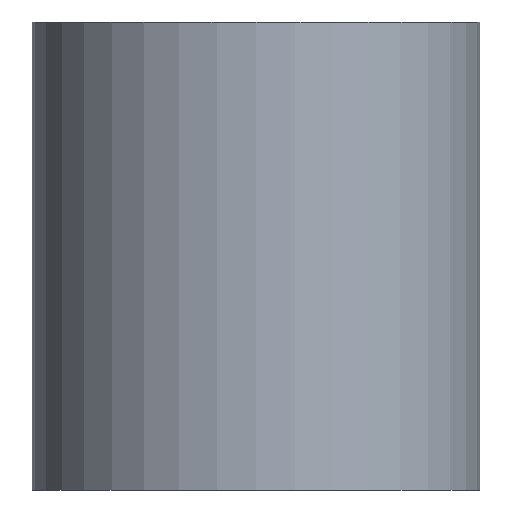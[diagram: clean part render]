
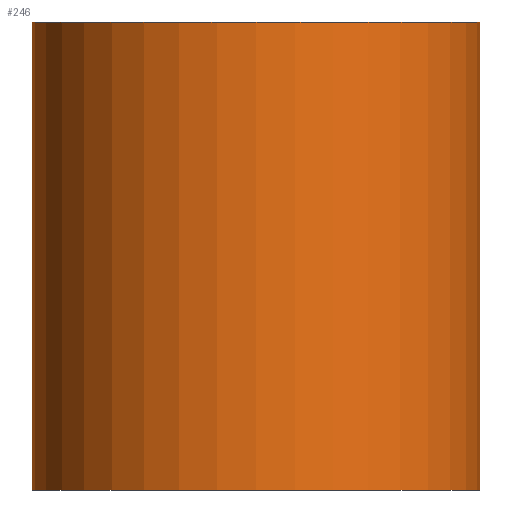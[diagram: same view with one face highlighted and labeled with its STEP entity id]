
A CAD part, front view. The second image highlights one B-rep face of the part: STEP entity #246.
In plain terms, the highlighted cylindrical face has radius 3.35 mm (diameter 6.7 mm), a full revolution.
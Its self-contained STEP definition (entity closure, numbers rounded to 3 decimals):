
#44=FACE_OUTER_BOUND('',#56,.T.);
#56=EDGE_LOOP('',(#203,#204,#205,#206));
#86=LINE('',#430,#96);
#96=VECTOR('',#364,3.35);
#115=CIRCLE('',#291,3.35);
#116=CIRCLE('',#292,3.35);
#135=VERTEX_POINT('',#427);
#136=VERTEX_POINT('',#429);
#164=EDGE_CURVE('',#135,#135,#115,.T.);
#165=EDGE_CURVE('',#135,#136,#86,.T.);
#166=EDGE_CURVE('',#136,#136,#116,.T.);
#203=ORIENTED_EDGE('',*,*,#164,.F.);
#204=ORIENTED_EDGE('',*,*,#165,.T.);
#205=ORIENTED_EDGE('',*,*,#166,.T.);
#206=ORIENTED_EDGE('',*,*,#165,.F.);
#236=CYLINDRICAL_SURFACE('',#290,3.35);
#246=ADVANCED_FACE('',(#44),#236,.T.);
#290=AXIS2_PLACEMENT_3D('',#426,#360,#361);
#291=AXIS2_PLACEMENT_3D('',#428,#362,#363);
#292=AXIS2_PLACEMENT_3D('',#431,#365,#366);
#360=DIRECTION('center_axis',(0.,0.,1.));
#361=DIRECTION('ref_axis',(1.,0.,0.));
#362=DIRECTION('center_axis',(0.,0.,1.));
#363=DIRECTION('ref_axis',(1.,0.,0.));
#364=DIRECTION('',(0.,0.,-1.));
#365=DIRECTION('center_axis',(0.,0.,1.));
#366=DIRECTION('ref_axis',(1.,0.,0.));
#426=CARTESIAN_POINT('Origin',(0.,0.,0.));
#427=CARTESIAN_POINT('',(-3.35,0.,7.));
#428=CARTESIAN_POINT('Origin',(0.,0.,7.));
#429=CARTESIAN_POINT('',(-3.35,0.,0.));
#430=CARTESIAN_POINT('',(-3.35,0.,0.));
#431=CARTESIAN_POINT('Origin',(0.,0.,0.));
